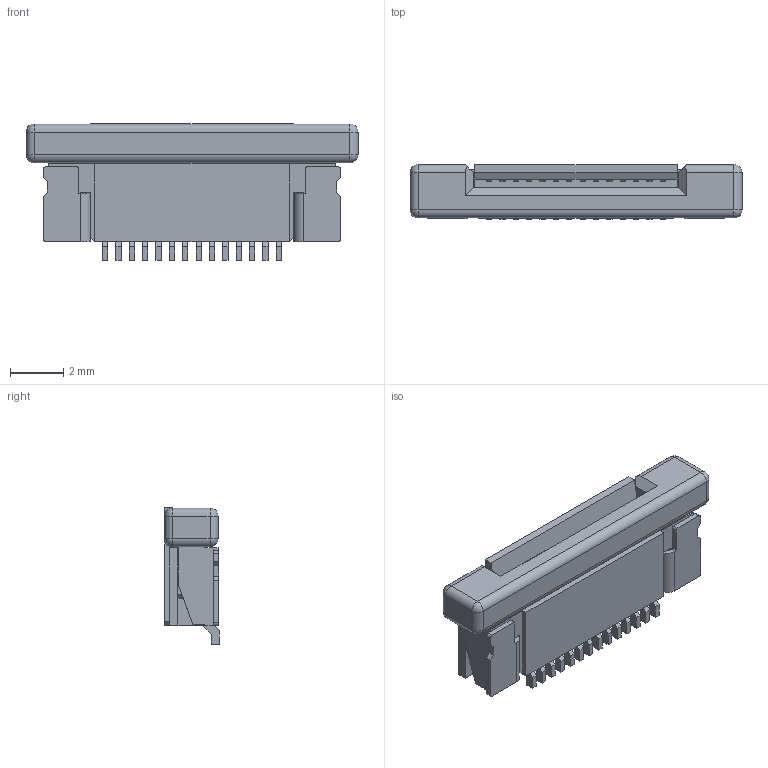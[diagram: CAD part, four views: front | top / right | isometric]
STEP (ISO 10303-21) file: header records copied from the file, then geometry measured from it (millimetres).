
FILE_DESCRIPTION(/* description */ (''),/* implementation_level */ '2;1');
FILE_NAME(/* name */ 'FPC-14 v0.step',/* time_stamp */ '2021-11-19T12:18:06+02:00',/* author */ (''),/* organization */ (''),/* preprocessor_version */ 'ST-DEVELOPER v18.1',/* originating_system */ 'Autodesk Translation Framework v10.10.0.1391',/* authorisation */ '');
FILE_SCHEMA (('AUTOMOTIVE_DESIGN { 1 0 10303 214 3 1 1 }'));
Length unit declared in the file: millimetre
Products named in the file (1): FPC-14
Bounding box: 12.43 x 2.05 x 5.11 mm (x, y, z)
Volume: 84.8 mm3; surface area: 276.5 mm2
Topology: 1 solids, 1 shells, 332 faces, 922 edges, 596 vertices
Faces by surface type: plane 280, cylinder 44, sphere 8
Entity records: 10628 total; most frequent: CARTESIAN_POINT 1851, ORIENTED_EDGE 1844, DIRECTION 1678, EDGE_CURVE 922, LINE 832, VECTOR 832, VERTEX_POINT 596, AXIS2_PLACEMENT_3D 423
